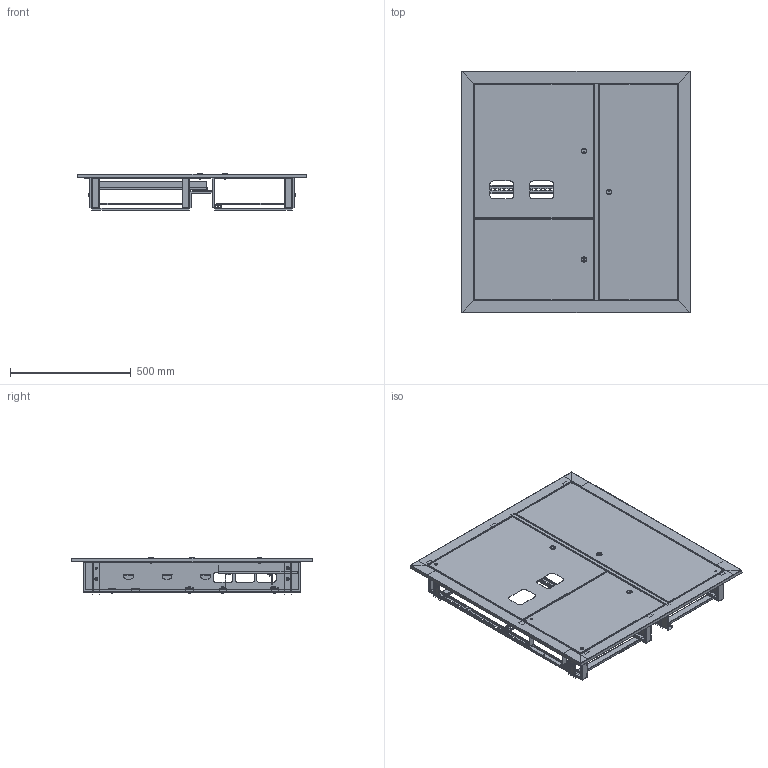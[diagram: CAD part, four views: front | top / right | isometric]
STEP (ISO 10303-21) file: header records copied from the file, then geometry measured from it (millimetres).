
FILE_DESCRIPTION (( 'STEP AP203' ), '1' );
FILE_NAME ('ÙÝ 2 êâ. (1000õ950õ150) ñëàáîòî÷êà ñëåâà IP31 EKF Basic.STEP', '2023-09-11T11:35:32', ( '' ), ( '' ), 'SwSTEP 2.0', 'SolidWorks 2021', '' );
FILE_SCHEMA (( 'CONFIG_CONTROL_DESIGN' ));
Length unit declared in the file: millimetre
Products named in the file (36): Çàìîê ïî÷òîâûé; ﾌﾈ-2479.02.00.001 ﾄ粢 褪濱決-2479.03.00.001-01; ﾌﾈ-2414.02.00.001 ﾄ粢 珮ⅳⅸ浯; cross ph tapping 968_din1_Screw DIN 968-ST4.2x9.5-C-H-N; ÌÈ-2414.04.00.001 Äâåðü ñèëîâàÿ; ÌÈ-2479.01.00.002 Ñòåíêà áîêîâàÿ; 昈-2479.01.00.000 扻豵鵨 捘; ÌÈ-2414.01.00.008 Äåðæàòåëü äâåðè; ÌÈ-2414.04.00.000 Äâåðü ñèëîâàÿ ÑÁ; DIN-ðåéêà2_L=420 (!); ÌÈ-2414.00.00.002 Ïðîñòàâêà; ÙÝ 2 êâ. (1000õ950õ150) ñëàáîòî÷êà ñëåâà IP31 EKF Basic; Çàêëåïêà ãàå÷íàÿ Ì6 UNI 9203; 昈-2414.01.00.003 栺樇罻; ÌÈ-2414.01.00.006 Óñèëèòåëü êàáåëüíûé  ; 2_DIN EN ISO 7045 - M6 x 20 - Z - 20N; ÌÈ-2414.01.00.004 Øâåëëåð; 昈-2479.01.01.001 盷謥蜦豂儆趌-01; Êðîíøòåéí 40õ40; Øïèëüêà Ì6õ12; Çàêëåïêà ãàå÷íàÿ Ì4; pan head cross recess screw_din1_ISO 7045 - M4 x 16 - Z --- 16N; hex flange nut_din1_Hexagon Flange Nut DIN 6923 - M6 - N; pan head cross recess screw_din1_DIN EN ISO 7045 - M6 x 20 - Z - 20N; Çàêëåïêà ãàå÷íàÿ Ì8; hex flange nut_din_Hexagon Flange Nut DIN 6923 - M6 - N; ÌÈ-2414.05.00.003 Êðîíøòåéí ïîä äèí-ðåéêó; ÌÈ-2414.01.00.001 Ñòåíêà áîêîâàÿ; 昈-2414.01.00.003-01 栺樇罻; ÌÈ-2479.01.01.000 Ïåðåãîðîäêà ÑÁ_-01; ﾌﾈ-2414.02.00.000 ﾄ粢 珮ⅳⅸ浯 ﾑﾁ; ﾌﾈ-2414.01.00.007 ﾊ煇鳫; Ïëàñòèíà 100õ35; DIN-謥濋趌L=420 (!); 倘-2479.07.00.001 脏朦囗咫黖寛-2479.00.00.001-01; ÌÈ-2479.02.00.000 Äâåðü ó÷åòà ÑÁ_Œˆ-2479.03.00.000-01
Assembly tree (99 placements, depth 4):
  ÙÝ 2 êâ. (1000õ950õ150) ñëàáîòî÷êà ñëåâà IP31 EKF Basic
    昈-2479.01.00.000 扻豵鵨 捘
      ÌÈ-2479.01.00.002 Ñòåíêà áîêîâàÿ
      ÌÈ-2414.01.00.001 Ñòåíêà áîêîâàÿ
      昈-2414.01.00.003 栺樇罻
      ÌÈ-2414.01.00.004 Øâåëëåð
      ÌÈ-2479.01.01.000 Ïåðåãîðîäêà ÑÁ_-01
        昈-2479.01.01.001 盷謥蜦豂儆趌-01
        Êðîíøòåéí 40õ40  x3
      昈-2414.01.00.003-01 栺樇罻
      Ïëàñòèíà 100õ35  x4
      ÌÈ-2414.01.00.008 Äåðæàòåëü äâåðè
      ÌÈ-2414.01.00.006 Óñèëèòåëü êàáåëüíûé    x2
      Çàêëåïêà ãàå÷íàÿ Ì8  x4
      Øïèëüêà Ì6õ12  x3
      ﾌﾈ-2414.01.00.007 ﾊ煇鳫  x3
      Çàêëåïêà ãàå÷íàÿ Ì6 UNI 9203  x4
    ﾌﾈ-2414.02.00.000 ﾄ粢 珮ⅳⅸ浯 ﾑﾁ
      ﾌﾈ-2414.02.00.001 ﾄ粢 珮ⅳⅸ浯
      Çàêëåïêà ãàå÷íàÿ Ì4  x2
      Çàìîê ïî÷òîâûé
      Øïèëüêà Ì6õ12
    ÌÈ-2414.04.00.000 Äâåðü ñèëîâàÿ ÑÁ
      Çàêëåïêà ãàå÷íàÿ Ì4  x2
      ÌÈ-2414.04.00.001 Äâåðü ñèëîâàÿ
      Çàìîê ïî÷òîâûé
      Øïèëüêà Ì6õ12
    pan head cross recess screw_din1_ISO 7045 - M4 x 16 - Z --- 16N  x5
    DIN-ðåéêà2_L=420 (!)  x2
    pan head cross recess screw_din1_DIN EN ISO 7045 - M6 x 20 - Z - 20N  x4
    hex flange nut_din1_Hexagon Flange Nut DIN 6923 - M6 - N  x6
    倘-2479.07.00.001 脏朦囗咫黖寛-2479.00.00.001-01
    ÌÈ-2479.02.00.000 Äâåðü ó÷åòà ÑÁ_Œˆ-2479.03.00.000-01
      ﾌﾈ-2479.02.00.001 ﾄ粢 褪濱決-2479.03.00.001-01
      Çàìîê ïî÷òîâûé
      Çàêëåïêà ãàå÷íàÿ Ì4
      Øïèëüêà Ì6õ12
    ÌÈ-2414.00.00.002 Ïðîñòàâêà  x12
    DIN-謥濋趌L=420 (!)  x2
    ÌÈ-2414.05.00.003 Êðîíøòåéí ïîä äèí-ðåéêó  x4
    2_DIN EN ISO 7045 - M6 x 20 - Z - 20N  x6
    hex flange nut_din_Hexagon Flange Nut DIN 6923 - M6 - N  x7
    cross ph tapping 968_din1_Screw DIN 968-ST4.2x9.5-C-H-N
Bounding box: 950 x 1000 x 153 mm (x, y, z)
Volume: 1577126.5 mm3; surface area: 3807481.1 mm2
Topology: 94 solids, 94 shells, 3971 faces, 9358 edges, 5616 vertices
Faces by surface type: plane 2082, cylinder 1158, cone 382, bspline 175, torus 142, sphere 32
Entity records: 57510 total; most frequent: CARTESIAN_POINT 12776, DIRECTION 8229, ORIENTED_EDGE 7958, EDGE_CURVE 3979, AXIS2_PLACEMENT_3D 2853, LINE 2523, VECTOR 2523, VERTEX_POINT 2402
